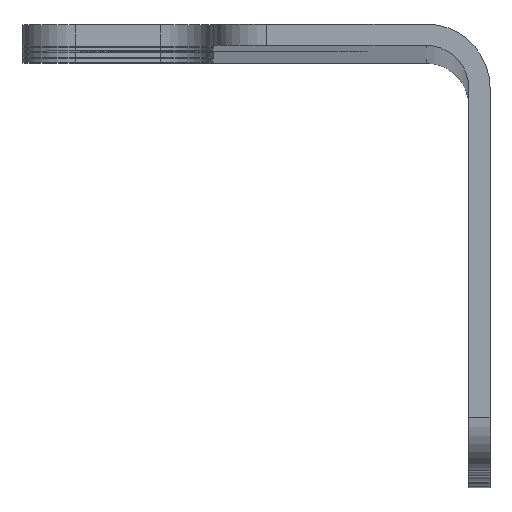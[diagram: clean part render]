
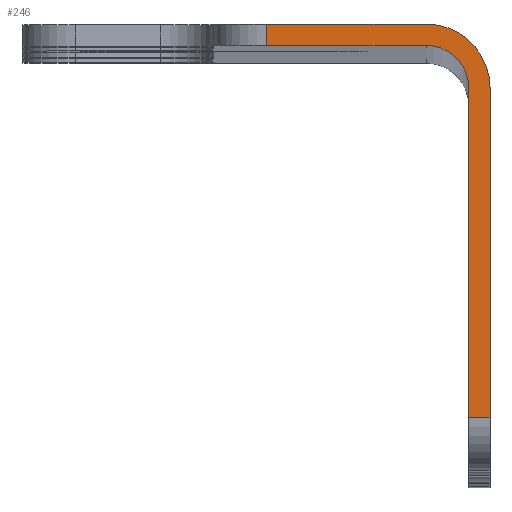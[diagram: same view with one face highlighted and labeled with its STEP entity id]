
A CAD part, top view. The second image highlights one B-rep face of the part: STEP entity #246.
In plain terms, the highlighted planar face has unit normal (0, 0, 1).
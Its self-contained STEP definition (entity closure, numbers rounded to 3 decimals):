
#156=CIRCLE('',#2163,4.);
#178=CIRCLE('',#2188,6.);
#246=ADVANCED_FACE('',(#396),#332,.F.);
#332=PLANE('',#2217);
#396=FACE_OUTER_BOUND('',#514,.T.);
#514=EDGE_LOOP('',(#930,#931,#932,#933,#934,#935,#936,#937));
#930=ORIENTED_EDGE('',*,*,#1549,.F.);
#931=ORIENTED_EDGE('',*,*,#1466,.T.);
#932=ORIENTED_EDGE('',*,*,#1557,.T.);
#933=ORIENTED_EDGE('',*,*,#1573,.T.);
#934=ORIENTED_EDGE('',*,*,#1577,.T.);
#935=ORIENTED_EDGE('',*,*,#1623,.T.);
#936=ORIENTED_EDGE('',*,*,#1487,.F.);
#937=ORIENTED_EDGE('',*,*,#1534,.F.);
#1240=VERTEX_POINT('',#3071);
#1241=VERTEX_POINT('',#3073);
#1260=VERTEX_POINT('',#3119);
#1261=VERTEX_POINT('',#3120);
#1304=VERTEX_POINT('',#3211);
#1319=VERTEX_POINT('',#3250);
#1330=VERTEX_POINT('',#3278);
#1334=VERTEX_POINT('',#3287);
#1466=EDGE_CURVE('',#1241,#1240,#1739,.T.);
#1487=EDGE_CURVE('',#1260,#1261,#1759,.T.);
#1534=EDGE_CURVE('',#1304,#1260,#156,.T.);
#1549=EDGE_CURVE('',#1241,#1304,#1787,.T.);
#1557=EDGE_CURVE('',#1240,#1319,#1792,.T.);
#1573=EDGE_CURVE('',#1319,#1330,#178,.T.);
#1577=EDGE_CURVE('',#1330,#1334,#1800,.T.);
#1623=EDGE_CURVE('',#1334,#1261,#1823,.T.);
#1739=LINE('',#3072,#1939);
#1759=LINE('',#3118,#1959);
#1787=LINE('',#3235,#1987);
#1792=LINE('',#3251,#1992);
#1800=LINE('',#3288,#2000);
#1823=LINE('',#3375,#2023);
#1939=VECTOR('',#2456,1.);
#1959=VECTOR('',#2490,1.);
#1987=VECTOR('',#2590,1.);
#1992=VECTOR('',#2603,1.);
#2000=VECTOR('',#2639,1.);
#2023=VECTOR('',#2712,1.);
#2163=AXIS2_PLACEMENT_3D('',#3210,#2563,#2564);
#2188=AXIS2_PLACEMENT_3D('',#3280,#2630,#2631);
#2217=AXIS2_PLACEMENT_3D('',#3376,#2713,#2714);
#2456=DIRECTION('',(1.,0.,0.));
#2490=DIRECTION('',(-1.,0.,0.));
#2563=DIRECTION('',(0.,0.,1.));
#2564=DIRECTION('',(-1.,0.,0.));
#2590=DIRECTION('',(0.,1.,0.));
#2603=DIRECTION('',(0.,1.,0.));
#2630=DIRECTION('',(0.,0.,1.));
#2631=DIRECTION('',(-1.,0.,0.));
#2639=DIRECTION('',(-1.,0.,0.));
#2712=DIRECTION('',(0.,-1.,0.));
#2713=DIRECTION('',(0.,0.,-1.));
#2714=DIRECTION('',(-1.,0.,0.));
#3071=CARTESIAN_POINT('',(-1570.,-384.857,2657.5));
#3072=CARTESIAN_POINT('',(-1570.,-384.857,2657.5));
#3073=CARTESIAN_POINT('',(-1572.,-384.857,2657.5));
#3118=CARTESIAN_POINT('',(-1596.,-349.857,2657.5));
#3119=CARTESIAN_POINT('',(-1576.,-349.857,2657.5));
#3120=CARTESIAN_POINT('',(-1591.,-349.857,2657.5));
#3210=CARTESIAN_POINT('',(-1576.,-353.857,2657.5));
#3211=CARTESIAN_POINT('',(-1572.,-353.857,2657.5));
#3235=CARTESIAN_POINT('',(-1572.,-355.857,2657.5));
#3250=CARTESIAN_POINT('',(-1570.,-353.857,2657.5));
#3251=CARTESIAN_POINT('',(-1570.,-375.857,2657.5));
#3278=CARTESIAN_POINT('',(-1576.,-347.857,2657.5));
#3280=CARTESIAN_POINT('',(-1576.,-353.857,2657.5));
#3287=CARTESIAN_POINT('',(-1591.,-347.857,2657.5));
#3288=CARTESIAN_POINT('',(-1576.,-347.857,2657.5));
#3375=CARTESIAN_POINT('',(-1591.,-355.857,2657.5));
#3376=CARTESIAN_POINT('',(-1576.,-355.857,2657.5));
